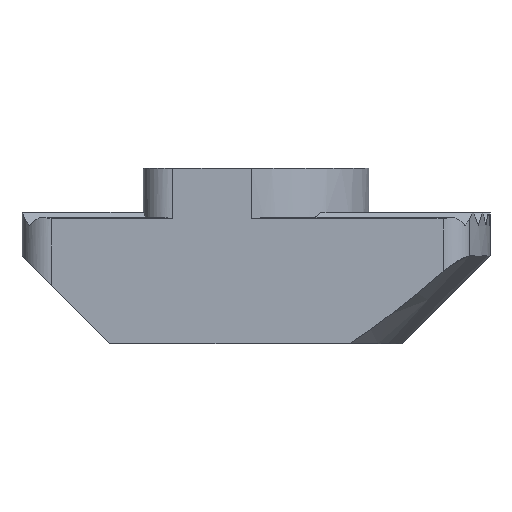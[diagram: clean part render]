
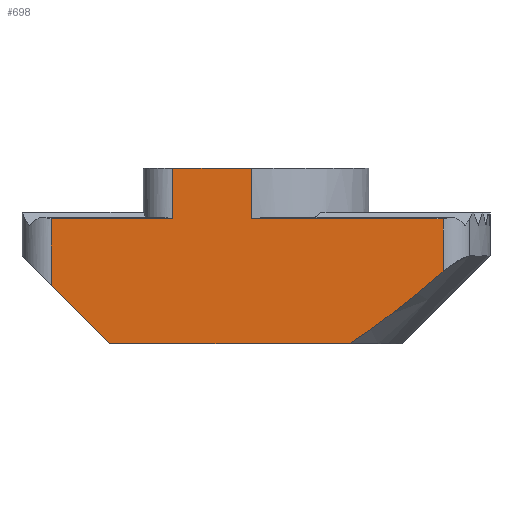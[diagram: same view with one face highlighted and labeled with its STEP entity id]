
A CAD part, left-side view. The second image highlights one B-rep face of the part: STEP entity #698.
In plain terms, the highlighted planar face has unit normal (-1, 0, 0).
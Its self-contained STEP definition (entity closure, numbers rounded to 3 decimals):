
#31 = LINE ( 'NONE', #188, #1961 ) ;
#40 = VERTEX_POINT ( 'NONE', #347 ) ;
#127 = VECTOR ( 'NONE', #1226, 1000. ) ;
#188 = CARTESIAN_POINT ( 'NONE',  ( -3.85, -7.013, 1.5 ) ) ;
#191 = DIRECTION ( 'NONE',  ( 0., 0., 1. ) ) ;
#206 = EDGE_CURVE ( 'NONE', #1800, #2802, #1370, .T. ) ;
#273 = VERTEX_POINT ( 'NONE', #1739 ) ;
#336 = VERTEX_POINT ( 'NONE', #2669 ) ;
#347 = CARTESIAN_POINT ( 'NONE',  ( -3.85, 5., -4.5 ) ) ;
#407 = CARTESIAN_POINT ( 'NONE',  ( -3.85, -5.363, -2.906 ) ) ;
#453 = EDGE_CURVE ( 'NONE', #40, #273, #1461, .T. ) ;
#472 = CARTESIAN_POINT ( 'NONE',  ( -3.85, 2.85, 1.5 ) ) ;
#484 = LINE ( 'NONE', #1412, #2276 ) ;
#539 = CARTESIAN_POINT ( 'NONE',  ( -3.85, -6.394, 0. ) ) ;
#570 = EDGE_CURVE ( 'NONE', #2496, #2792, #2212, .T. ) ;
#575 = VECTOR ( 'NONE', #2085, 1000. ) ;
#587 = DIRECTION ( 'NONE',  ( 0., 0., 1. ) ) ;
#601 = CARTESIAN_POINT ( 'NONE',  ( -3.85, -5.881, -2.476 ) ) ;
#679 = ORIENTED_EDGE ( 'NONE', *, *, #2042, .F. ) ;
#691 = CARTESIAN_POINT ( 'NONE',  ( -3.85, -3.19, -4.5 ) ) ;
#698 = ADVANCED_FACE ( 'NONE', ( #913 ), #1328, .F. ) ;
#702 = CARTESIAN_POINT ( 'NONE',  ( -3.85, -6.394, -0.229 ) ) ;
#855 = VERTEX_POINT ( 'NONE', #702 ) ;
#884 = CARTESIAN_POINT ( 'NONE',  ( -3.85, 0.15, 1.5 ) ) ;
#901 = EDGE_CURVE ( 'NONE', #40, #2802, #1153, .T. ) ;
#913 = FACE_OUTER_BOUND ( 'NONE', #1130, .T. ) ;
#951 = CARTESIAN_POINT ( 'NONE',  ( -3.85, 2.85, -0.229 ) ) ;
#982 = CARTESIAN_POINT ( 'NONE',  ( -3.85, 5., -4.5 ) ) ;
#1094 = EDGE_CURVE ( 'NONE', #2792, #1770, #31, .T. ) ;
#1111 = LINE ( 'NONE', #1456, #1483 ) ;
#1130 = EDGE_LOOP ( 'NONE', ( #2157, #2588, #1253, #2629, #1244, #679, #2018, #1566, #2591, #2660 ) ) ;
#1153 = LINE ( 'NONE', #2682, #127 ) ;
#1159 = LINE ( 'NONE', #1668, #575 ) ;
#1176 = CARTESIAN_POINT ( 'NONE',  ( -3.85, 0.15, -0.229 ) ) ;
#1190 = DIRECTION ( 'NONE',  ( 0., -1., 0. ) ) ;
#1210 = DIRECTION ( 'NONE',  ( 0., 0.707, 0.707 ) ) ;
#1226 = DIRECTION ( 'NONE',  ( 0., -1., 0. ) ) ;
#1243 = DIRECTION ( 'NONE',  ( 0., 0., -1. ) ) ;
#1244 = ORIENTED_EDGE ( 'NONE', *, *, #206, .F. ) ;
#1253 = ORIENTED_EDGE ( 'NONE', *, *, #453, .F. ) ;
#1254 = CARTESIAN_POINT ( 'NONE',  ( -3.85, 0.15, 1.5 ) ) ;
#1328 = PLANE ( 'NONE',  #2641 ) ;
#1341 = EDGE_CURVE ( 'NONE', #336, #2496, #1159, .T. ) ;
#1360 = VECTOR ( 'NONE', #1210, 1000. ) ;
#1370 = B_SPLINE_CURVE_WITH_KNOTS ( 'NONE', 3,
 ( #2577, #601, #407, #2786, #2570, #1498 ),
 .UNSPECIFIED., .F., .F.,
 ( 4, 2, 4 ),
 ( 0., 0.002, 0.004 ),
 .UNSPECIFIED. ) ;
#1396 = EDGE_CURVE ( 'NONE', #1770, #1501, #2421, .T. ) ;
#1412 = CARTESIAN_POINT ( 'NONE',  ( -3.85, -7.013, -0.229 ) ) ;
#1456 = CARTESIAN_POINT ( 'NONE',  ( -3.85, 7., 0. ) ) ;
#1461 = LINE ( 'NONE', #982, #1360 ) ;
#1483 = VECTOR ( 'NONE', #587, 1000. ) ;
#1498 = CARTESIAN_POINT ( 'NONE',  ( -3.85, -3.19, -4.5 ) ) ;
#1501 = VERTEX_POINT ( 'NONE', #1176 ) ;
#1524 = DIRECTION ( 'NONE',  ( 0., -1., 0. ) ) ;
#1566 = ORIENTED_EDGE ( 'NONE', *, *, #1396, .F. ) ;
#1668 = CARTESIAN_POINT ( 'NONE',  ( -3.85, -7.013, -0.229 ) ) ;
#1739 = CARTESIAN_POINT ( 'NONE',  ( -3.85, 7., -2.5 ) ) ;
#1770 = VERTEX_POINT ( 'NONE', #884 ) ;
#1800 = VERTEX_POINT ( 'NONE', #2597 ) ;
#1833 = LINE ( 'NONE', #539, #2749 ) ;
#1836 = VECTOR ( 'NONE', #1243, 1000. ) ;
#1869 = VECTOR ( 'NONE', #191, 1000. ) ;
#1961 = VECTOR ( 'NONE', #1524, 1000. ) ;
#1976 = DIRECTION ( 'NONE',  ( 0., 1., 0. ) ) ;
#2018 = ORIENTED_EDGE ( 'NONE', *, *, #2429, .F. ) ;
#2042 = EDGE_CURVE ( 'NONE', #855, #1800, #1833, .T. ) ;
#2063 = DIRECTION ( 'NONE',  ( 0., 0., -1. ) ) ;
#2085 = DIRECTION ( 'NONE',  ( 0., -1., 0. ) ) ;
#2157 = ORIENTED_EDGE ( 'NONE', *, *, #1341, .F. ) ;
#2198 = CARTESIAN_POINT ( 'NONE',  ( -3.85, -7.013, 0. ) ) ;
#2205 = DIRECTION ( 'NONE',  ( 1., 0., 0. ) ) ;
#2212 = LINE ( 'NONE', #2559, #1869 ) ;
#2276 = VECTOR ( 'NONE', #1190, 1000. ) ;
#2421 = LINE ( 'NONE', #1254, #1836 ) ;
#2429 = EDGE_CURVE ( 'NONE', #1501, #855, #484, .T. ) ;
#2496 = VERTEX_POINT ( 'NONE', #951 ) ;
#2559 = CARTESIAN_POINT ( 'NONE',  ( -3.85, 2.85, 0. ) ) ;
#2570 = CARTESIAN_POINT ( 'NONE',  ( -3.85, -3.76, -4.136 ) ) ;
#2574 = EDGE_CURVE ( 'NONE', #273, #336, #1111, .T. ) ;
#2577 = CARTESIAN_POINT ( 'NONE',  ( -3.85, -6.394, -2.037 ) ) ;
#2588 = ORIENTED_EDGE ( 'NONE', *, *, #2574, .F. ) ;
#2591 = ORIENTED_EDGE ( 'NONE', *, *, #1094, .F. ) ;
#2597 = CARTESIAN_POINT ( 'NONE',  ( -3.85, -6.394, -2.037 ) ) ;
#2629 = ORIENTED_EDGE ( 'NONE', *, *, #901, .T. ) ;
#2641 = AXIS2_PLACEMENT_3D ( 'NONE', #2198, #2205, #1976 ) ;
#2660 = ORIENTED_EDGE ( 'NONE', *, *, #570, .F. ) ;
#2669 = CARTESIAN_POINT ( 'NONE',  ( -3.85, 7., -0.229 ) ) ;
#2682 = CARTESIAN_POINT ( 'NONE',  ( -3.85, 0., -4.5 ) ) ;
#2749 = VECTOR ( 'NONE', #2063, 1000. ) ;
#2786 = CARTESIAN_POINT ( 'NONE',  ( -3.85, -4.302, -3.736 ) ) ;
#2792 = VERTEX_POINT ( 'NONE', #472 ) ;
#2802 = VERTEX_POINT ( 'NONE', #691 ) ;
